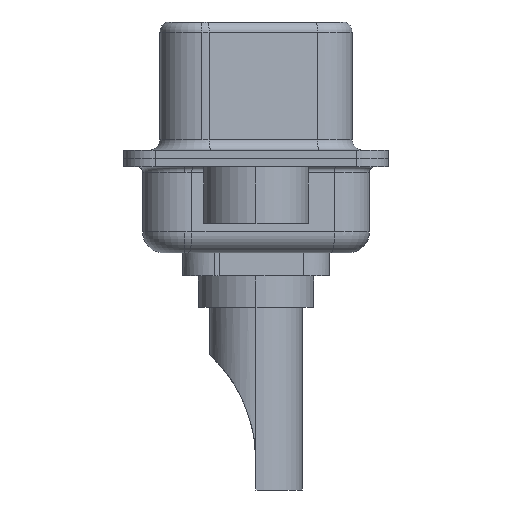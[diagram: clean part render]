
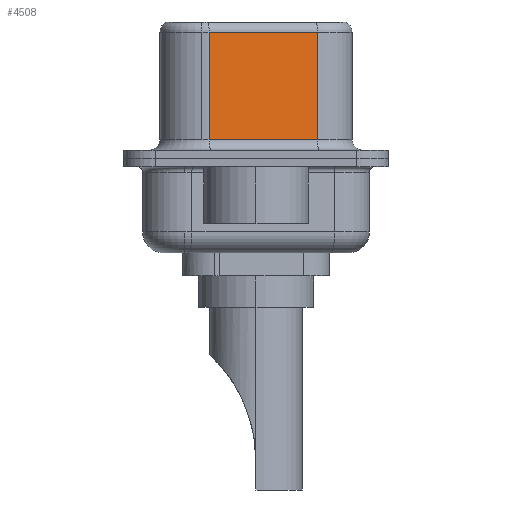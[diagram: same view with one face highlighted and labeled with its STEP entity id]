
A CAD part, left-side view. The second image highlights one B-rep face of the part: STEP entity #4508.
In plain terms, the highlighted planar face has unit normal (-0.985, -0.174, 0).
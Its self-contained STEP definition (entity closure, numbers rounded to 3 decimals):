
#1568 = ORIENTED_EDGE ( 'NONE', *, *, #2878, .T. ) ;
#1683 = CARTESIAN_POINT ( 'NONE',  ( 3.655, 2.233, 6.52 ) ) ;
#2878 = EDGE_CURVE ( 'NONE', #16425, #7230, #12415, .T. ) ;
#3057 = CARTESIAN_POINT ( 'NONE',  ( 4.565, -2.927, 0.9 ) ) ;
#3375 = LINE ( 'NONE', #3057, #10564 ) ;
#3386 = VECTOR ( 'NONE', #4714, 1000. ) ;
#4338 = LINE ( 'NONE', #1683, #3386 ) ;
#4473 = CARTESIAN_POINT ( 'NONE',  ( 3.655, 2.233, 0.9 ) ) ;
#4508 = ADVANCED_FACE ( 'NONE', ( #11262 ), #13451, .F. ) ;
#4714 = DIRECTION ( 'NONE',  ( 0., 0., -1. ) ) ;
#5143 = VERTEX_POINT ( 'NONE', #4473 ) ;
#5556 = DIRECTION ( 'NONE',  ( -0.174, 0.985, 0. ) ) ;
#5856 = ORIENTED_EDGE ( 'NONE', *, *, #8002, .T. ) ;
#6102 = CARTESIAN_POINT ( 'NONE',  ( 4.565, -2.927, 0.9 ) ) ;
#7019 = LINE ( 'NONE', #9475, #10352 ) ;
#7230 = VERTEX_POINT ( 'NONE', #14619 ) ;
#8002 = EDGE_CURVE ( 'NONE', #5143, #17546, #3375, .T. ) ;
#8433 = EDGE_CURVE ( 'NONE', #16425, #17546, #7019, .T. ) ;
#8619 = VECTOR ( 'NONE', #17845, 1000. ) ;
#9475 = CARTESIAN_POINT ( 'NONE',  ( 4.565, -2.927, 6.52 ) ) ;
#9505 = CARTESIAN_POINT ( 'NONE',  ( 4.565, -2.927, 6.02 ) ) ;
#9549 = DIRECTION ( 'NONE',  ( 0., 0., -1. ) ) ;
#9683 = DIRECTION ( 'NONE',  ( 0.985, 0.174, 0. ) ) ;
#9857 = ORIENTED_EDGE ( 'NONE', *, *, #13324, .T. ) ;
#10352 = VECTOR ( 'NONE', #9549, 1000. ) ;
#10564 = VECTOR ( 'NONE', #11678, 1000. ) ;
#10874 = ORIENTED_EDGE ( 'NONE', *, *, #8433, .F. ) ;
#11262 = FACE_OUTER_BOUND ( 'NONE', #16520, .T. ) ;
#11678 = DIRECTION ( 'NONE',  ( 0.174, -0.985, 0. ) ) ;
#12332 = CARTESIAN_POINT ( 'NONE',  ( 4.565, -2.927, 6.02 ) ) ;
#12415 = LINE ( 'NONE', #9505, #8619 ) ;
#12842 = AXIS2_PLACEMENT_3D ( 'NONE', #18439, #9683, #5556 ) ;
#13324 = EDGE_CURVE ( 'NONE', #7230, #5143, #4338, .T. ) ;
#13451 = PLANE ( 'NONE',  #12842 ) ;
#14619 = CARTESIAN_POINT ( 'NONE',  ( 3.655, 2.233, 6.02 ) ) ;
#16425 = VERTEX_POINT ( 'NONE', #12332 ) ;
#16520 = EDGE_LOOP ( 'NONE', ( #10874, #1568, #9857, #5856 ) ) ;
#17546 = VERTEX_POINT ( 'NONE', #6102 ) ;
#17845 = DIRECTION ( 'NONE',  ( -0.174, 0.985, 0. ) ) ;
#18439 = CARTESIAN_POINT ( 'NONE',  ( 4.565, -2.927, 6.52 ) ) ;
